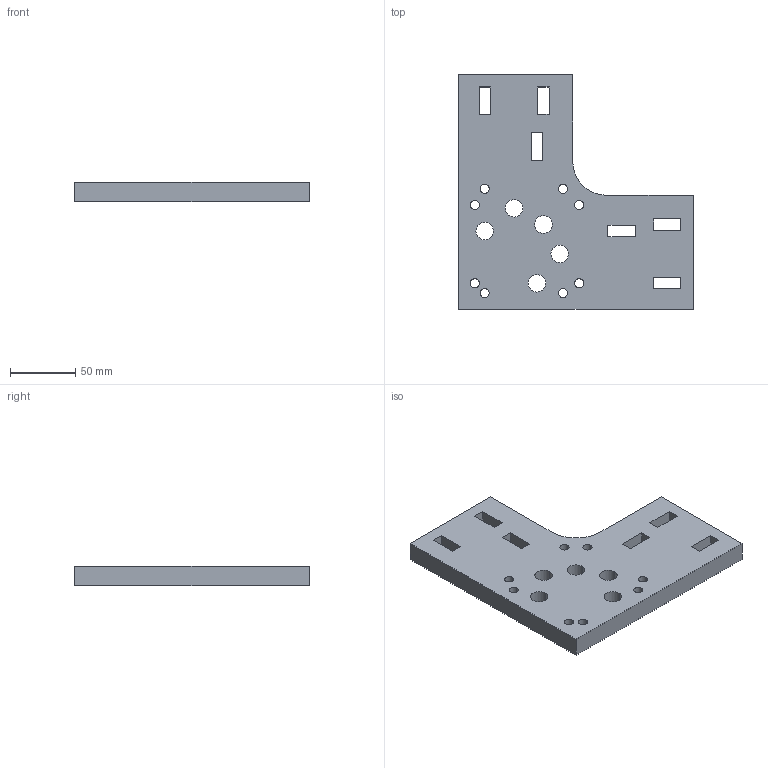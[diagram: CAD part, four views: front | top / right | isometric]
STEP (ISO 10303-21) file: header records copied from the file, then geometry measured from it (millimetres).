
FILE_DESCRIPTION(('STEP AP214'),'1');
FILE_NAME('cctmp_DE85DA9B-1105-48BE-AA67-77C720AFD936_2020_1_20_10_17_43_595..stp','2020-01-20T09:17:43',('Bosch Rexroth AG'),('CADClick - www.CADClick.com'),'Spatial InterOp 3D',' ','unknown authorization - (Healing Option Enabled)');
FILE_SCHEMA(('AUTOMOTIVE_DESIGN'));
Length unit declared in the file: millimetre
Products named in the file (1): 2020_01_20__10-17-43-595
Bounding box: 180 x 180 x 15 mm (x, y, z)
Volume: 328035.8 mm3; surface area: 65536.5 mm2
Topology: 1 solids, 1 shells, 59 faces, 171 edges, 114 vertices
Faces by surface type: plane 32, cylinder 27
Entity records: 2531 total; most frequent: CARTESIAN_POINT 345, DIRECTION 345, ORIENTED_EDGE 342, EDGE_CURVE 171, LINE 117, VECTOR 117, AXIS2_PLACEMENT_3D 114, VERTEX_POINT 114
